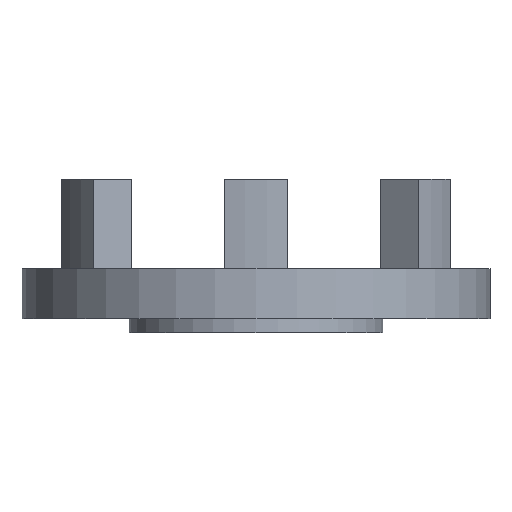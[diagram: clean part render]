
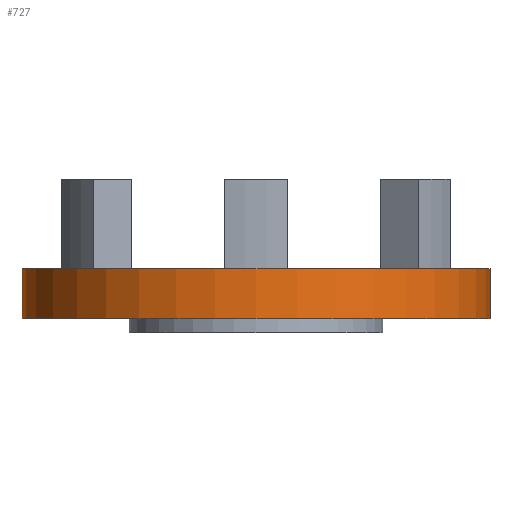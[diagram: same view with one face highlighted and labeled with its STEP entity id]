
A CAD part, front view. The second image highlights one B-rep face of the part: STEP entity #727.
In plain terms, the highlighted cylindrical face has radius 55 mm (diameter 110 mm), a partial arc.
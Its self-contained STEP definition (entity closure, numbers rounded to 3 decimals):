
#88 = CARTESIAN_POINT ( 'NONE',  ( 0., 0., 11.8 ) ) ;
#113 = CARTESIAN_POINT ( 'NONE',  ( 0., 0., 11.8 ) ) ;
#120 = DIRECTION ( 'NONE',  ( 0., 0., -1. ) ) ;
#124 = CARTESIAN_POINT ( 'NONE',  ( 55., 0., 11.8 ) ) ;
#145 = LINE ( 'NONE', #124, #640 ) ;
#205 = VERTEX_POINT ( 'NONE', #798 ) ;
#225 = DIRECTION ( 'NONE',  ( 0., 0., 1. ) ) ;
#314 = AXIS2_PLACEMENT_3D ( 'NONE', #113, #120, #1391 ) ;
#387 = CARTESIAN_POINT ( 'NONE',  ( 0., 0., 0. ) ) ;
#400 = AXIS2_PLACEMENT_3D ( 'NONE', #88, #1521, #1093 ) ;
#409 = VERTEX_POINT ( 'NONE', #596 ) ;
#417 = LINE ( 'NONE', #989, #785 ) ;
#569 = CYLINDRICAL_SURFACE ( 'NONE', #314, 55. ) ;
#596 = CARTESIAN_POINT ( 'NONE',  ( 55., 0., 11.8 ) ) ;
#638 = CIRCLE ( 'NONE', #1490, 55. ) ;
#640 = VECTOR ( 'NONE', #1413, 1000. ) ;
#727 = ADVANCED_FACE ( 'NONE', ( #1113 ), #569, .T. ) ;
#763 = EDGE_CURVE ( 'NONE', #205, #1652, #417, .T. ) ;
#785 = VECTOR ( 'NONE', #1541, 1000. ) ;
#798 = CARTESIAN_POINT ( 'NONE',  ( -55., 0., 11.8 ) ) ;
#805 = DIRECTION ( 'NONE',  ( 1., 0., 0. ) ) ;
#826 = ORIENTED_EDGE ( 'NONE', *, *, #1440, .T. ) ;
#906 = CARTESIAN_POINT ( 'NONE',  ( 55., 0., 0. ) ) ;
#989 = CARTESIAN_POINT ( 'NONE',  ( -55., 0., 11.8 ) ) ;
#1003 = EDGE_LOOP ( 'NONE', ( #1764, #1243, #1341, #826 ) ) ;
#1056 = CIRCLE ( 'NONE', #400, 55. ) ;
#1093 = DIRECTION ( 'NONE',  ( 1., 0., 0. ) ) ;
#1113 = FACE_OUTER_BOUND ( 'NONE', #1003, .T. ) ;
#1243 = ORIENTED_EDGE ( 'NONE', *, *, #1416, .F. ) ;
#1341 = ORIENTED_EDGE ( 'NONE', *, *, #763, .T. ) ;
#1391 = DIRECTION ( 'NONE',  ( -1., 0., 0. ) ) ;
#1413 = DIRECTION ( 'NONE',  ( 0., 0., -1. ) ) ;
#1416 = EDGE_CURVE ( 'NONE', #205, #409, #1056, .T. ) ;
#1440 = EDGE_CURVE ( 'NONE', #1652, #1760, #638, .T. ) ;
#1490 = AXIS2_PLACEMENT_3D ( 'NONE', #387, #225, #805 ) ;
#1521 = DIRECTION ( 'NONE',  ( 0., 0., 1. ) ) ;
#1529 = CARTESIAN_POINT ( 'NONE',  ( -55., 0., 0. ) ) ;
#1541 = DIRECTION ( 'NONE',  ( 0., 0., -1. ) ) ;
#1638 = EDGE_CURVE ( 'NONE', #409, #1760, #145, .T. ) ;
#1652 = VERTEX_POINT ( 'NONE', #1529 ) ;
#1760 = VERTEX_POINT ( 'NONE', #906 ) ;
#1764 = ORIENTED_EDGE ( 'NONE', *, *, #1638, .F. ) ;
